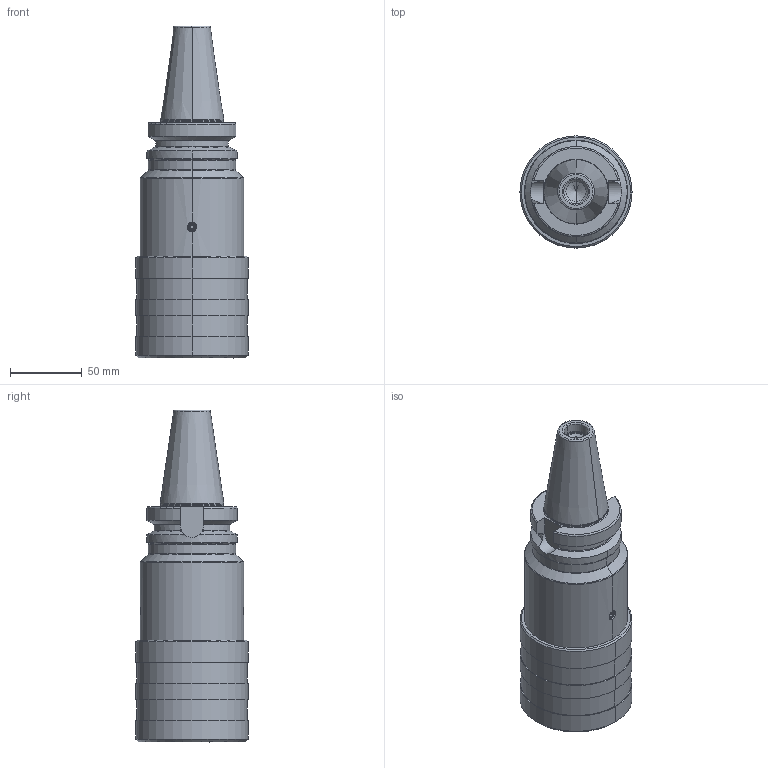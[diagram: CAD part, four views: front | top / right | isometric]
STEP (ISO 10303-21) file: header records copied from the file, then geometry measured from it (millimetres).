
FILE_DESCRIPTION((''),'2;1');
FILE_NAME('405_16_36','2020-11-09T',('103090'),(''),'CREO PARAMETRIC BY PTC INC, 2016260','CREO PARAMETRIC BY PTC INC, 2016260','');
FILE_SCHEMA(('CONFIG_CONTROL_DESIGN'));
Length unit declared in the file: millimetre
Products named in the file (1): 405_16_36
Bounding box: 78.1 x 78.1 x 231.4 mm (x, y, z)
Volume: 614613.1 mm3; surface area: 73603.8 mm2
Topology: 1 solids, 1 shells, 160 faces, 389 edges, 234 vertices
Faces by surface type: plane 48, cylinder 42, cone 40, torus 24, sphere 6
Entity records: 5116 total; most frequent: CARTESIAN_POINT 1350, DIRECTION 815, ORIENTED_EDGE 760, EDGE_CURVE 380, AXIS2_PLACEMENT_3D 337, VERTEX_POINT 232, EDGE_LOOP 174, CIRCLE 174
